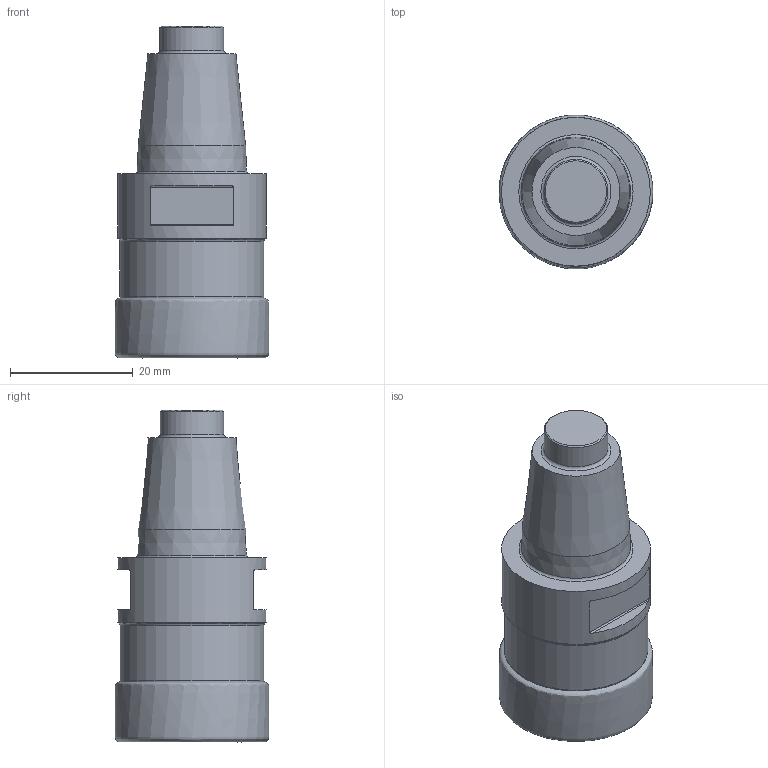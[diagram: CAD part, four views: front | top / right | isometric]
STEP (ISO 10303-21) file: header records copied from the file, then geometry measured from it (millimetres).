
FILE_DESCRIPTION(/* description */ (''),/* implementation_level */ '2;1');
FILE_NAME(/* name */ 'TOOLASSEMBLY_1.STP',/* time_stamp */ '2024-08-27T14:19:03+02:00',/* author */ (''),/* organization */ ('SMS'),/* preprocessor_version */ 'ST-DEVELOPER v16.7',/* originating_system */ 'SIEMENS PLM Software NX 12.0',/* authorisation */ '');
FILE_SCHEMA (('AUTOMOTIVE_DESIGN { 1 0 10303 214 3 1 1 1 }'));
Length unit declared in the file: millimetre
Products named in the file (4): ASSEMBLY_CONSTRUCTION; CUT_20240827141758; NOCUT_20240827141746; TOOLASSEMBLY_1
Assembly tree (3 placements, depth 2):
  TOOLASSEMBLY_1
    NOCUT_20240827141746
    CUT_20240827141758
    ASSEMBLY_CONSTRUCTION
Bounding box: 25 x 25.03 x 54 mm (x, y, z)
Volume: 20514 mm3; surface area: 5959.8 mm2
Topology: 2 solids, 2 shells, 38 faces, 83 edges, 58 vertices
Faces by surface type: plane 11, torus 10, cone 9, cylinder 7, bspline 1
Full cylindrical faces by diameter (mm): 10.4 x1, 23.4 x1, 24.2 x1
Entity records: 5435 total; most frequent: CARTESIAN_POINT 4568, DIRECTION 168, ORIENTED_EDGE 100, AXIS2_PLACEMENT_3D 78, EDGE_LOOP 64, FACE_BOUND 53, EDGE_CURVE 50, VERTEX_POINT 43
